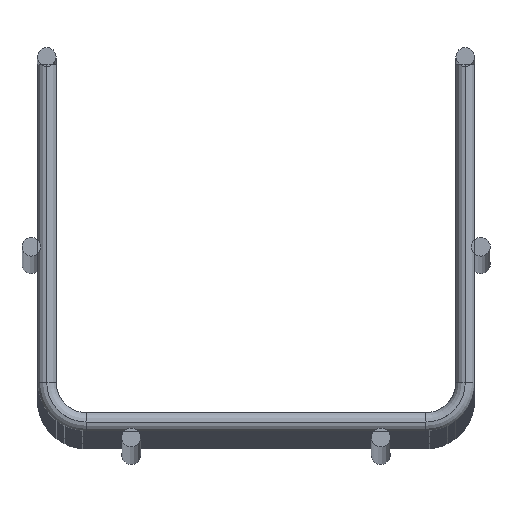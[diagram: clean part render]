
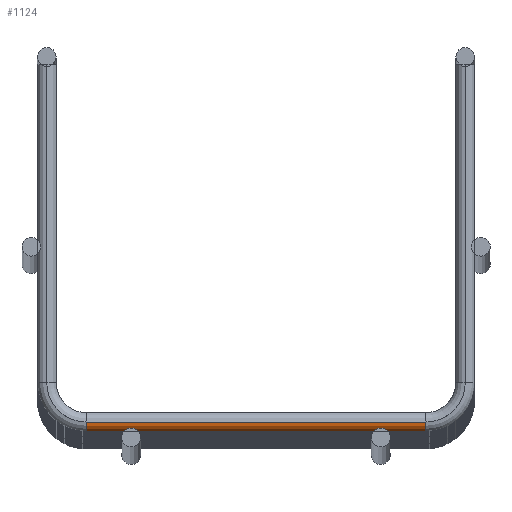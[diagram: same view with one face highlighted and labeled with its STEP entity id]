
A CAD part, top view. The second image highlights one B-rep face of the part: STEP entity #1124.
In plain terms, the highlighted cylindrical face has radius 1.9 mm (diameter 3.8 mm), a partial arc.
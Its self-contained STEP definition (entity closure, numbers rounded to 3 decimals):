
#191 = EDGE_LOOP ( 'NONE', ( #5931, #5378, #8258, #4061 ) ) ;
#446 = VERTEX_POINT ( 'NONE', #2841 ) ;
#973 = VERTEX_POINT ( 'NONE', #10928 ) ;
#1124 = ADVANCED_FACE ( 'NONE', ( #12044 ), #3549, .T. ) ;
#1478 = CARTESIAN_POINT ( 'NONE',  ( 34., 1.9, -1.9 ) ) ;
#1666 = LINE ( 'NONE', #5246, #8141 ) ;
#1684 = DIRECTION ( 'NONE',  ( 1., 0., 0. ) ) ;
#2388 = DIRECTION ( 'NONE',  ( 0., 0., -1. ) ) ;
#2479 = EDGE_CURVE ( 'NONE', #6901, #4599, #5425, .T. ) ;
#2597 = DIRECTION ( 'NONE',  ( 0., 0., -1. ) ) ;
#2841 = CARTESIAN_POINT ( 'NONE',  ( -34., 0., -1.9 ) ) ;
#2881 = EDGE_CURVE ( 'NONE', #4599, #446, #7143, .T. ) ;
#3311 = DIRECTION ( 'NONE',  ( 1., 0., 0. ) ) ;
#3549 = CYLINDRICAL_SURFACE ( 'NONE', #9030, 1.9 ) ;
#3848 = EDGE_CURVE ( 'NONE', #6901, #973, #7576, .T. ) ;
#4061 = ORIENTED_EDGE ( 'NONE', *, *, #2479, .T. ) ;
#4599 = VERTEX_POINT ( 'NONE', #12101 ) ;
#5111 = EDGE_CURVE ( 'NONE', #446, #973, #1666, .T. ) ;
#5246 = CARTESIAN_POINT ( 'NONE',  ( -43.8, 0., -1.9 ) ) ;
#5378 = ORIENTED_EDGE ( 'NONE', *, *, #5111, .T. ) ;
#5401 = AXIS2_PLACEMENT_3D ( 'NONE', #1478, #9218, #2597 ) ;
#5425 = LINE ( 'NONE', #5479, #8523 ) ;
#5479 = CARTESIAN_POINT ( 'NONE',  ( -34., 1.9, 0. ) ) ;
#5931 = ORIENTED_EDGE ( 'NONE', *, *, #2881, .T. ) ;
#6350 = DIRECTION ( 'NONE',  ( -1., 0., 0. ) ) ;
#6901 = VERTEX_POINT ( 'NONE', #8718 ) ;
#7143 = CIRCLE ( 'NONE', #7538, 1.9 ) ;
#7318 = DIRECTION ( 'NONE',  ( 0., 1., 0. ) ) ;
#7538 = AXIS2_PLACEMENT_3D ( 'NONE', #8017, #3311, #2388 ) ;
#7576 = CIRCLE ( 'NONE', #5401, 1.9 ) ;
#8017 = CARTESIAN_POINT ( 'NONE',  ( -34., 1.9, -1.9 ) ) ;
#8141 = VECTOR ( 'NONE', #9037, 1000. ) ;
#8258 = ORIENTED_EDGE ( 'NONE', *, *, #3848, .F. ) ;
#8523 = VECTOR ( 'NONE', #6350, 1000. ) ;
#8718 = CARTESIAN_POINT ( 'NONE',  ( 34., 1.9, 0. ) ) ;
#9030 = AXIS2_PLACEMENT_3D ( 'NONE', #10116, #1684, #7318 ) ;
#9037 = DIRECTION ( 'NONE',  ( 1., 0., 0. ) ) ;
#9218 = DIRECTION ( 'NONE',  ( 1., 0., 0. ) ) ;
#10116 = CARTESIAN_POINT ( 'NONE',  ( 40., 1.9, -1.9 ) ) ;
#10928 = CARTESIAN_POINT ( 'NONE',  ( 34., 0., -1.9 ) ) ;
#12044 = FACE_OUTER_BOUND ( 'NONE', #191, .T. ) ;
#12101 = CARTESIAN_POINT ( 'NONE',  ( -34., 1.9, 0. ) ) ;
